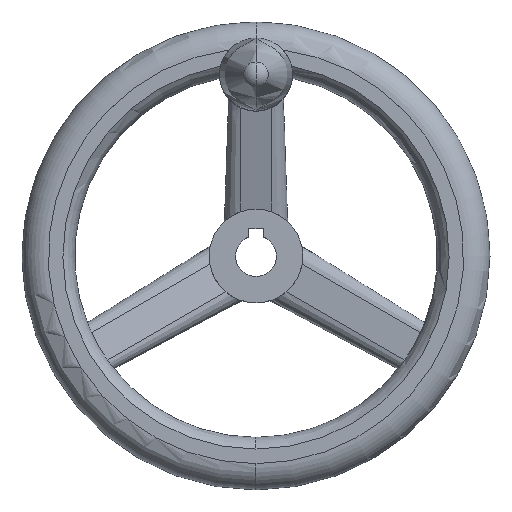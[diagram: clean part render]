
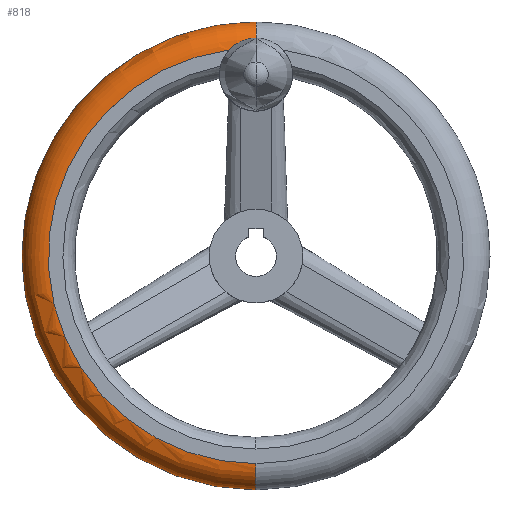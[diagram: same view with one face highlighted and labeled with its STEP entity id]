
A CAD part, top view. The second image highlights one B-rep face of the part: STEP entity #818.
In plain terms, the highlighted toroidal (fillet/blend) face has major radius 71 mm and minor radius 9 mm.
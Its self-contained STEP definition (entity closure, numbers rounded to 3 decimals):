
#336=VERTEX_POINT('',#915);
#360=VERTEX_POINT('',#941);
#374=VERTEX_POINT('',#956);
#456=EDGE_CURVE('',#590,#360,#1050,.T.);
#466=EDGE_CURVE('',#516,#336,#1060,.T.);
#488=EDGE_CURVE('',#336,#374,#1083,.T.);
#516=VERTEX_POINT('',#1117);
#590=VERTEX_POINT('',#1201);
#750=EDGE_CURVE('',#516,#360,#1369,.T.);
#784=EDGE_CURVE('',#590,#374,#1406,.T.);
#818=ADVANCED_FACE('',(#1442),#1443,.T.);
#915=CARTESIAN_POINT('',(-9.263,70.393,40.));
#941=CARTESIAN_POINT('',(0.,-80.0,31.0));
#956=CARTESIAN_POINT('',(0.,71.0,40.0));
#1050=CIRCLE('',#1875,80.0);
#1060=CIRCLE('',#1890,71.0);
#1083=CIRCLE('',#1973,71.0);
#1117=CARTESIAN_POINT('',(0.,-71.0,40.0));
#1201=CARTESIAN_POINT('',(0.,80.0,31.0));
#1369=CIRCLE('',#2585,9.0);
#1406=CIRCLE('',#2673,9.0);
#1442=FACE_OUTER_BOUND('',#2782,.T.);
#1443=TOROIDAL_SURFACE('',#2783,71.0,9.0);
#1875=AXIS2_PLACEMENT_3D('',#3107,#3108,#3109);
#1890=AXIS2_PLACEMENT_3D('',#3117,#3118,#3119);
#1973=AXIS2_PLACEMENT_3D('',#3136,#3137,#3138);
#2585=AXIS2_PLACEMENT_3D('',#3465,#3466,#3467);
#2673=AXIS2_PLACEMENT_3D('',#3508,#3509,#3510);
#2782=EDGE_LOOP('',(#3550,#3551,#3552,#3553,#3554));
#2783=AXIS2_PLACEMENT_3D('',#3555,#3556,#3557);
#3107=CARTESIAN_POINT('',(0.,0.,31.0));
#3108=DIRECTION('',(0.,0.,1.0));
#3109=DIRECTION('',(1.0,0.0,0.));
#3117=CARTESIAN_POINT('',(0.,0.,40.0));
#3118=DIRECTION('',(0.,0.,-1.0));
#3119=DIRECTION('',(0.,1.0,0.));
#3136=CARTESIAN_POINT('',(0.,0.,40.0));
#3137=DIRECTION('',(0.,0.,-1.0));
#3138=DIRECTION('',(0.,1.0,0.));
#3465=CARTESIAN_POINT('',(0.,-71.0,31.0));
#3466=DIRECTION('',(1.0,0.,0.));
#3467=DIRECTION('',(0.,-1.0,0.));
#3508=CARTESIAN_POINT('',(0.,71.0,31.0));
#3509=DIRECTION('',(1.0,0.,0.));
#3510=DIRECTION('',(0.,1.0,0.));
#3550=ORIENTED_EDGE('',*,*,#456,.T.);
#3551=ORIENTED_EDGE('',*,*,#750,.F.);
#3552=ORIENTED_EDGE('',*,*,#466,.T.);
#3553=ORIENTED_EDGE('',*,*,#488,.T.);
#3554=ORIENTED_EDGE('',*,*,#784,.F.);
#3555=CARTESIAN_POINT('',(0.,0.,31.0));
#3556=DIRECTION('',(0.,0.,1.0));
#3557=DIRECTION('',(0.,1.0,0.0));
